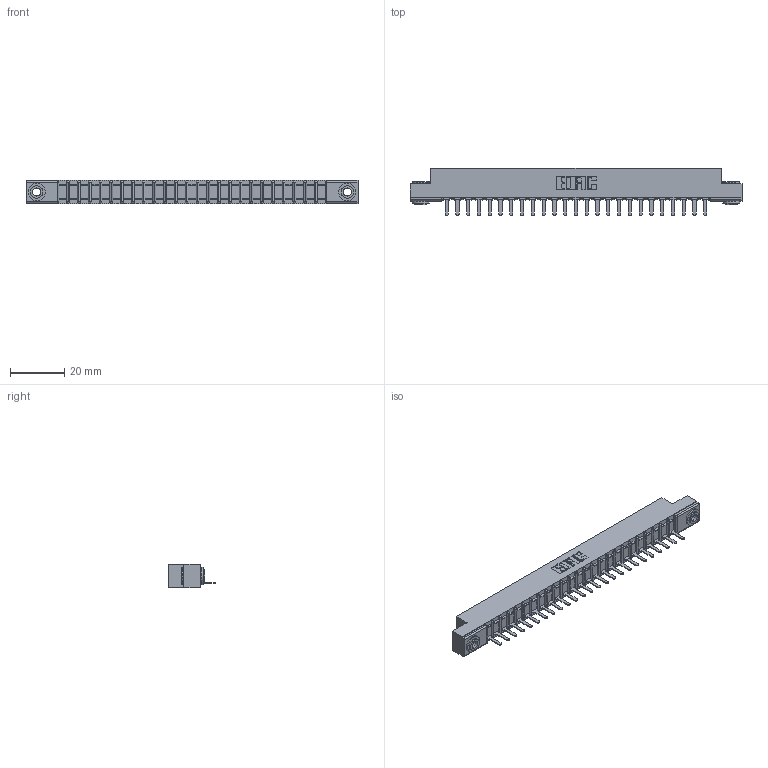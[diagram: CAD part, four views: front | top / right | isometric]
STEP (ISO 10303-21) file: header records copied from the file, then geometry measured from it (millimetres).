
FILE_DESCRIPTION (( 'STEP AP203' ), '1' );
FILE_NAME ('357-025-421-103.STEP', '2020-10-01T15:27:16', ( '' ), ( '' ), 'SwSTEP 2.0', 'SolidWorks 2020', '' );
FILE_SCHEMA (( 'CONFIG_CONTROL_DESIGN' ));
Length unit declared in the file: inch
Products named in the file (4): 307 Part_.156 Dia Mounting Holes; 307-290-002_521; 345-250-002_345-250-002-102; 357-025-421-103
Assembly tree (28 placements, depth 2):
  357-025-421-103
    307 Part_.156 Dia Mounting Holes
    307-290-002_521  x25
    345-250-002_345-250-002-102  x2
Bounding box: 122.07 x 17.42 x 8.71 mm (x, y, z)
Volume: 8063.3 mm3; surface area: 15091.6 mm2
Topology: 28 solids, 28 shells, 2046 faces, 6235 edges, 4082 vertices
Faces by surface type: plane 1219, cylinder 767, sphere 52, cone 8
Entity records: 25311 total; most frequent: CARTESIAN_POINT 4245, ORIENTED_EDGE 4226, DIRECTION 4147, EDGE_CURVE 2113, VECTOR 1603, LINE 1603, VERTEX_POINT 1370, AXIS2_PLACEMENT_3D 1272
